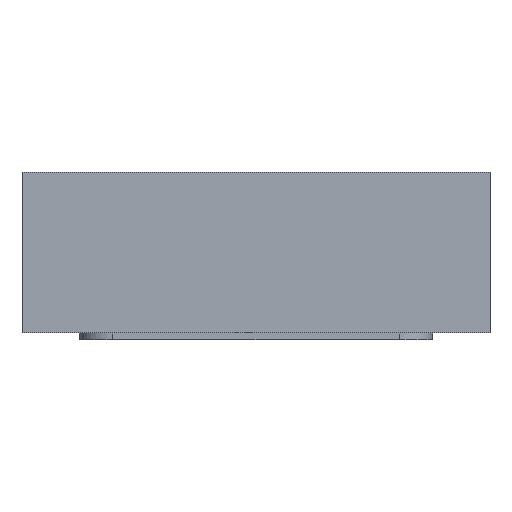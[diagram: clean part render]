
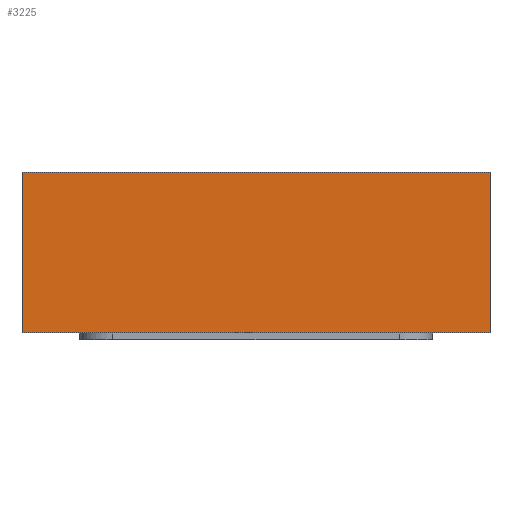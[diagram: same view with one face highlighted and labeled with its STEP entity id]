
A CAD part, left-side view. The second image highlights one B-rep face of the part: STEP entity #3225.
In plain terms, the highlighted planar face has unit normal (-1, 0, 0).
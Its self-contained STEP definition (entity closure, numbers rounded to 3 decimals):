
#37 = EDGE_CURVE ( 'NONE', #1151, #2327, #1241, .T. ) ;
#42 = CARTESIAN_POINT ( 'NONE',  ( -1.75, -1.75, 1.2 ) ) ;
#45 = CARTESIAN_POINT ( 'NONE',  ( -1.75, 1.75, 1.2 ) ) ;
#112 = CARTESIAN_POINT ( 'NONE',  ( -1.75, 1.75, 1.2 ) ) ;
#241 = ORIENTED_EDGE ( 'NONE', *, *, #1655, .F. ) ;
#743 = VECTOR ( 'NONE', #2776, 1000. ) ;
#879 = CARTESIAN_POINT ( 'NONE',  ( -1.75, 1.75, 0. ) ) ;
#907 = CARTESIAN_POINT ( 'NONE',  ( -1.75, 1.75, 1.2 ) ) ;
#997 = CARTESIAN_POINT ( 'NONE',  ( -1.75, 1.75, 1.2 ) ) ;
#1151 = VERTEX_POINT ( 'NONE', #42 ) ;
#1178 = ORIENTED_EDGE ( 'NONE', *, *, #3150, .T. ) ;
#1241 = LINE ( 'NONE', #3380, #3295 ) ;
#1261 = DIRECTION ( 'NONE',  ( 0., 0., -1. ) ) ;
#1297 = LINE ( 'NONE', #3426, #2746 ) ;
#1475 = EDGE_LOOP ( 'NONE', ( #2850, #2802, #241, #1178 ) ) ;
#1655 = EDGE_CURVE ( 'NONE', #1977, #1151, #2849, .T. ) ;
#1733 = DIRECTION ( 'NONE',  ( 0., -1., 0. ) ) ;
#1977 = VERTEX_POINT ( 'NONE', #112 ) ;
#1999 = VECTOR ( 'NONE', #1733, 1000. ) ;
#2097 = DIRECTION ( 'NONE',  ( 0., -1., 0. ) ) ;
#2156 = AXIS2_PLACEMENT_3D ( 'NONE', #997, #2319, #3085 ) ;
#2225 = EDGE_CURVE ( 'NONE', #2726, #2327, #1297, .T. ) ;
#2238 = LINE ( 'NONE', #45, #743 ) ;
#2296 = FACE_OUTER_BOUND ( 'NONE', #1475, .T. ) ;
#2319 = DIRECTION ( 'NONE',  ( 1., 0., 0. ) ) ;
#2327 = VERTEX_POINT ( 'NONE', #2975 ) ;
#2726 = VERTEX_POINT ( 'NONE', #879 ) ;
#2746 = VECTOR ( 'NONE', #2097, 1000. ) ;
#2776 = DIRECTION ( 'NONE',  ( 0., 0., -1. ) ) ;
#2802 = ORIENTED_EDGE ( 'NONE', *, *, #37, .F. ) ;
#2849 = LINE ( 'NONE', #907, #1999 ) ;
#2850 = ORIENTED_EDGE ( 'NONE', *, *, #2225, .T. ) ;
#2975 = CARTESIAN_POINT ( 'NONE',  ( -1.75, -1.75, 0. ) ) ;
#3085 = DIRECTION ( 'NONE',  ( 0., 1., 0. ) ) ;
#3150 = EDGE_CURVE ( 'NONE', #1977, #2726, #2238, .T. ) ;
#3225 = ADVANCED_FACE ( 'NONE', ( #2296 ), #3405, .F. ) ;
#3295 = VECTOR ( 'NONE', #1261, 1000. ) ;
#3380 = CARTESIAN_POINT ( 'NONE',  ( -1.75, -1.75, 1.2 ) ) ;
#3405 = PLANE ( 'NONE',  #2156 ) ;
#3426 = CARTESIAN_POINT ( 'NONE',  ( -1.75, 1.75, 0. ) ) ;
